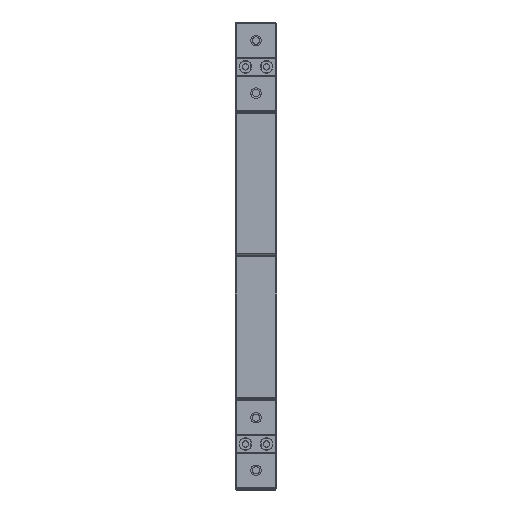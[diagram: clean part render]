
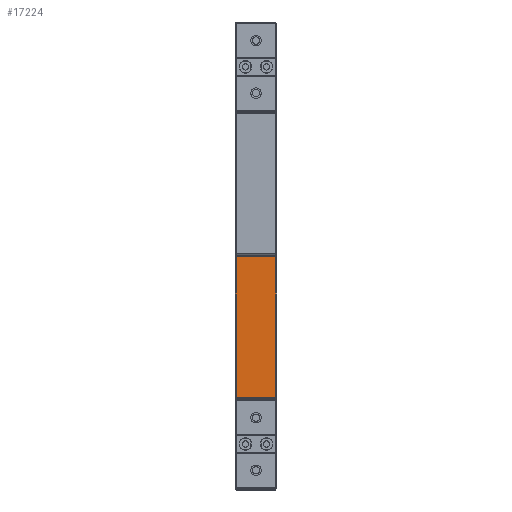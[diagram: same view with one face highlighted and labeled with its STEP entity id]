
A CAD part, top view. The second image highlights one B-rep face of the part: STEP entity #17224.
In plain terms, the highlighted face is planar.
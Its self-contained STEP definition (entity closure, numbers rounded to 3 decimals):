
#2378=FACE_OUTER_BOUND('',#3542,.T.);
#3542=EDGE_LOOP('',(#14877,#14878,#14879,#14880));
#5071=LINE('',#31296,#6731);
#5094=LINE('',#31364,#6754);
#5095=LINE('',#31368,#6755);
#5096=LINE('',#31369,#6756);
#6731=VECTOR('',#22189,10.);
#6754=VECTOR('',#22266,10.);
#6755=VECTOR('',#22271,10.);
#6756=VECTOR('',#22272,10.);
#8257=VERTEX_POINT('',#31293);
#8258=VERTEX_POINT('',#31295);
#8276=VERTEX_POINT('',#31363);
#8277=VERTEX_POINT('',#31367);
#10463=EDGE_CURVE('',#8257,#8258,#5071,.T.);
#10497=EDGE_CURVE('',#8258,#8276,#5094,.T.);
#10499=EDGE_CURVE('',#8277,#8257,#5095,.T.);
#10500=EDGE_CURVE('',#8276,#8277,#5096,.T.);
#14877=ORIENTED_EDGE('',*,*,#10463,.F.);
#14878=ORIENTED_EDGE('',*,*,#10499,.F.);
#14879=ORIENTED_EDGE('',*,*,#10500,.F.);
#14880=ORIENTED_EDGE('',*,*,#10497,.F.);
#16269=PLANE('',#18545);
#17224=ADVANCED_FACE('',(#2378),#16269,.T.);
#18545=AXIS2_PLACEMENT_3D('',#31366,#22269,#22270);
#22189=DIRECTION('',(0.,-1.,0.));
#22266=DIRECTION('',(1.,0.,0.));
#22269=DIRECTION('center_axis',(0.,0.,-1.));
#22270=DIRECTION('ref_axis',(0.,1.,0.));
#22271=DIRECTION('',(-1.,0.,0.));
#22272=DIRECTION('',(0.,1.,0.));
#31293=CARTESIAN_POINT('',(0.5,-0.7,0.));
#31295=CARTESIAN_POINT('',(0.5,-67.7,0.));
#31296=CARTESIAN_POINT('',(0.5,-52.25,0.));
#31363=CARTESIAN_POINT('',(19.5,-67.7,0.));
#31364=CARTESIAN_POINT('',(0.,-67.7,0.));
#31366=CARTESIAN_POINT('Origin',(0.,-68.2,0.));
#31367=CARTESIAN_POINT('',(19.5,-0.7,0.));
#31368=CARTESIAN_POINT('',(0.,-0.7,0.));
#31369=CARTESIAN_POINT('',(19.5,-34.1,0.));
